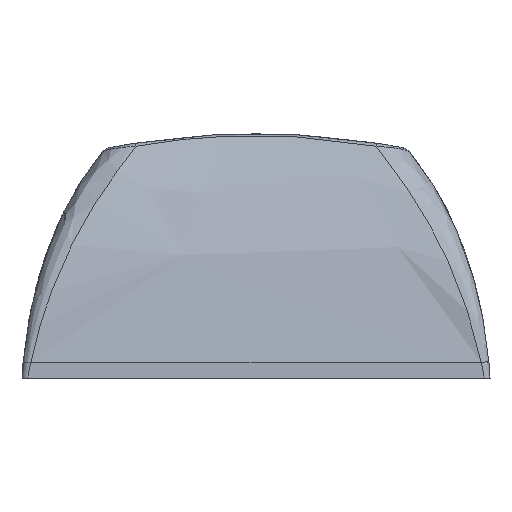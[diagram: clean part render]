
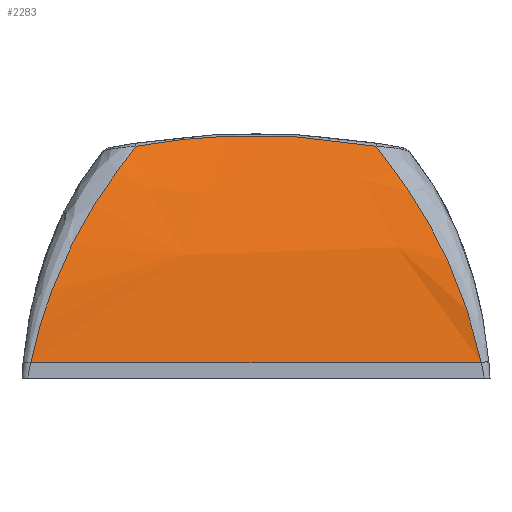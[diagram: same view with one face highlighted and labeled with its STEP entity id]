
A CAD part, left-side view. The second image highlights one B-rep face of the part: STEP entity #2283.
In plain terms, the highlighted free-form (B-spline) face has degree [3, 1] with [7, 2] control points.
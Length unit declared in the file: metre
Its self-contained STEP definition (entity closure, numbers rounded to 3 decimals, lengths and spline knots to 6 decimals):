
#35=B_SPLINE_SURFACE_WITH_KNOTS('',3,1,((#4753,#4754),(#4755,#4756),(#4757,
#4758),(#4759,#4760),(#4761,#4762),(#4763,#4764),(#4765,#4766)),
 .SURF_OF_LINEAR_EXTRUSION.,.F.,.F.,.F.,(4,1,1,1,4),(2,2),(0.,0.224064,
0.448128,0.672193,0.896257),(0.,1.),
 .UNSPECIFIED.);
#59=B_SPLINE_CURVE_WITH_KNOTS('',3,(#3868,#3869,#3870,#3871,#3872,#3873,
#3874,#3875),.UNSPECIFIED.,.F.,.F.,(4,1,1,1,1,4),(0.,0.25,0.5,0.625,0.75,
1.),.UNSPECIFIED.);
#77=B_SPLINE_CURVE_WITH_KNOTS('',3,(#4546,#4547,#4548,#4549,#4550,#4551,
#4552,#4553,#4554,#4555,#4556,#4557,#4558,#4559,#4560,#4561,#4562,#4563,
#4564,#4565,#4566,#4567,#4568,#4569,#4570,#4571,#4572,#4573,#4574,#4575,
#4576,#4577,#4578),.UNSPECIFIED.,.F.,.F.,(4,1,1,1,1,1,1,1,1,1,1,1,1,1,1,
1,1,1,1,1,1,1,1,1,1,1,1,1,1,1,4),(0.000005,0.003911,
0.007817,0.015629,0.031254,0.046879,
0.062504,0.093754,0.125004,0.187504,
0.250003,0.312503,0.375003,0.437503,
0.500002,0.562502,0.625002,0.687501,
0.718751,0.734376,0.750001,0.765626,0.781251,
0.812501,0.843751,0.859376,0.875001,
0.890625,0.90625,0.9375,1.),.UNSPECIFIED.);
#78=B_SPLINE_CURVE_WITH_KNOTS('',3,(#4663,#4664,#4665,#4666,#4667,#4668,
#4669,#4670,#4671,#4672,#4673,#4674,#4675,#4676,#4677,#4678,#4679,#4680,
#4681,#4682),.UNSPECIFIED.,.F.,.F.,(4,1,1,1,1,1,1,1,1,1,1,1,1,1,1,1,1,4),
(0.,0.0625,0.09375,0.125,0.1875,0.21875,0.234375,0.25,0.265625,0.28125,
0.3125,0.375,0.4375,0.5,0.5625,0.625,0.75,1.),.UNSPECIFIED.);
#681=ORIENTED_EDGE('',*,*,#1051,.T.);
#682=ORIENTED_EDGE('',*,*,#1018,.T.);
#683=ORIENTED_EDGE('',*,*,#1052,.T.);
#684=ORIENTED_EDGE('',*,*,#1058,.T.);
#1018=EDGE_CURVE('',#1238,#1234,#59,.T.);
#1051=EDGE_CURVE('',#1256,#1238,#77,.T.);
#1052=EDGE_CURVE('',#1234,#1259,#78,.T.);
#1058=EDGE_CURVE('',#1259,#1256,#1514,.T.);
#1234=VERTEX_POINT('',#3776);
#1238=VERTEX_POINT('',#3857);
#1256=VERTEX_POINT('',#4435);
#1259=VERTEX_POINT('',#4683);
#1514=LINE('',#4767,#1771);
#1771=VECTOR('',#2918,1.);
#1906=EDGE_LOOP('',(#681,#682,#683,#684));
#2048=FACE_BOUND('',#1906,.T.);
#2283=ADVANCED_FACE('',(#2048),#35,.T.);
#2918=DIRECTION('',(0.,-1.,0.));
#3776=CARTESIAN_POINT('',(0.07047,-0.042686,0.009064));
#3857=CARTESIAN_POINT('',(0.07047,-0.052059,0.009064));
#3868=CARTESIAN_POINT('',(0.07047,-0.052059,0.009064));
#3869=CARTESIAN_POINT('',(0.07062,-0.051213,0.009214));
#3870=CARTESIAN_POINT('',(0.07086,-0.049579,0.00942));
#3871=CARTESIAN_POINT('',(0.070964,-0.047704,0.009496));
#3872=CARTESIAN_POINT('',(0.070921,-0.046261,0.009464));
#3873=CARTESIAN_POINT('',(0.070798,-0.044732,0.009366));
#3874=CARTESIAN_POINT('',(0.070619,-0.043523,0.009213));
#3875=CARTESIAN_POINT('',(0.07047,-0.042686,0.009064));
#4435=CARTESIAN_POINT('',(0.06715,-0.056171,0.000612));
#4546=CARTESIAN_POINT('',(0.06715,-0.056172,0.000613));
#4547=CARTESIAN_POINT('',(0.06715,-0.056171,0.000613));
#4548=CARTESIAN_POINT('',(0.067154,-0.056162,0.000659));
#4549=CARTESIAN_POINT('',(0.067158,-0.056152,0.000704));
#4550=CARTESIAN_POINT('',(0.067168,-0.05613,0.000805));
#4551=CARTESIAN_POINT('',(0.067181,-0.0561,0.000936));
#4552=CARTESIAN_POINT('',(0.067198,-0.056063,0.001097));
#4553=CARTESIAN_POINT('',(0.067224,-0.056011,0.001308));
#4554=CARTESIAN_POINT('',(0.067258,-0.055945,0.001569));
#4555=CARTESIAN_POINT('',(0.06732,-0.055832,0.001979));
#4556=CARTESIAN_POINT('',(0.06741,-0.055681,0.002482));
#4557=CARTESIAN_POINT('',(0.067536,-0.055483,0.003065));
#4558=CARTESIAN_POINT('',(0.067681,-0.055268,0.003638));
#4559=CARTESIAN_POINT('',(0.067844,-0.055036,0.004203));
#4560=CARTESIAN_POINT('',(0.068022,-0.05479,0.004752));
#4561=CARTESIAN_POINT('',(0.068231,-0.054512,0.005322));
#4562=CARTESIAN_POINT('',(0.068411,-0.054277,0.005769));
#4563=CARTESIAN_POINT('',(0.068629,-0.053995,0.006268));
#4564=CARTESIAN_POINT('',(0.06883,-0.053745,0.006684));
#4565=CARTESIAN_POINT('',(0.068988,-0.053554,0.006985));
#4566=CARTESIAN_POINT('',(0.069078,-0.053447,0.007149));
#4567=CARTESIAN_POINT('',(0.06916,-0.05335,0.007296));
#4568=CARTESIAN_POINT('',(0.069195,-0.05331,0.007355));
#4569=CARTESIAN_POINT('',(0.069266,-0.053227,0.007477));
#4570=CARTESIAN_POINT('',(0.069362,-0.053116,0.007637));
#4571=CARTESIAN_POINT('',(0.069479,-0.052987,0.00782));
#4572=CARTESIAN_POINT('',(0.069589,-0.052868,0.007985));
#4573=CARTESIAN_POINT('',(0.069666,-0.052785,0.008098));
#4574=CARTESIAN_POINT('',(0.069797,-0.052652,0.008279));
#4575=CARTESIAN_POINT('',(0.069946,-0.052506,0.008475));
#4576=CARTESIAN_POINT('',(0.070198,-0.052273,0.008784));
#4577=CARTESIAN_POINT('',(0.070374,-0.052131,0.008969));
#4578=CARTESIAN_POINT('',(0.07047,-0.052059,0.009064));
#4663=CARTESIAN_POINT('',(0.07047,-0.042685,0.009064));
#4664=CARTESIAN_POINT('',(0.070373,-0.042613,0.008968));
#4665=CARTESIAN_POINT('',(0.070202,-0.042474,0.008787));
#4666=CARTESIAN_POINT('',(0.069941,-0.042236,0.008471));
#4667=CARTESIAN_POINT('',(0.069645,-0.041941,0.008077));
#4668=CARTESIAN_POINT('',(0.069413,-0.041686,0.00772));
#4669=CARTESIAN_POINT('',(0.069269,-0.041521,0.007483));
#4670=CARTESIAN_POINT('',(0.069195,-0.041435,0.007356));
#4671=CARTESIAN_POINT('',(0.06916,-0.041394,0.007296));
#4672=CARTESIAN_POINT('',(0.069078,-0.041297,0.00715));
#4673=CARTESIAN_POINT('',(0.068988,-0.04119,0.006985));
#4674=CARTESIAN_POINT('',(0.068831,-0.040999,0.006685));
#4675=CARTESIAN_POINT('',(0.06863,-0.040749,0.00627));
#4676=CARTESIAN_POINT('',(0.068411,-0.040468,0.00577));
#4677=CARTESIAN_POINT('',(0.068231,-0.040232,0.005324));
#4678=CARTESIAN_POINT('',(0.068023,-0.039955,0.004755));
#4679=CARTESIAN_POINT('',(0.067785,-0.039627,0.004022));
#4680=CARTESIAN_POINT('',(0.067425,-0.039104,0.002694));
#4681=CARTESIAN_POINT('',(0.067226,-0.038759,0.001488));
#4682=CARTESIAN_POINT('',(0.06715,-0.038573,0.000613));
#4683=CARTESIAN_POINT('',(0.06715,-0.038574,0.000613));
#4753=CARTESIAN_POINT('',(0.06715,-0.056277,0.000613));
#4754=CARTESIAN_POINT('',(0.06715,-0.038467,0.000613));
#4755=CARTESIAN_POINT('',(0.067212,-0.056277,0.001326));
#4756=CARTESIAN_POINT('',(0.067212,-0.038467,0.001326));
#4757=CARTESIAN_POINT('',(0.067418,-0.056277,0.00273));
#4758=CARTESIAN_POINT('',(0.067418,-0.038467,0.00273));
#4759=CARTESIAN_POINT('',(0.068025,-0.056277,0.004918));
#4760=CARTESIAN_POINT('',(0.068025,-0.038467,0.004918));
#4761=CARTESIAN_POINT('',(0.069083,-0.056277,0.007371));
#4762=CARTESIAN_POINT('',(0.069083,-0.038467,0.007371));
#4763=CARTESIAN_POINT('',(0.070249,-0.056277,0.008965));
#4764=CARTESIAN_POINT('',(0.070249,-0.038467,0.008965));
#4765=CARTESIAN_POINT('',(0.070997,-0.056277,0.009521));
#4766=CARTESIAN_POINT('',(0.070997,-0.038467,0.009521));
#4767=CARTESIAN_POINT('',(0.06715,-0.057472,0.000613));
